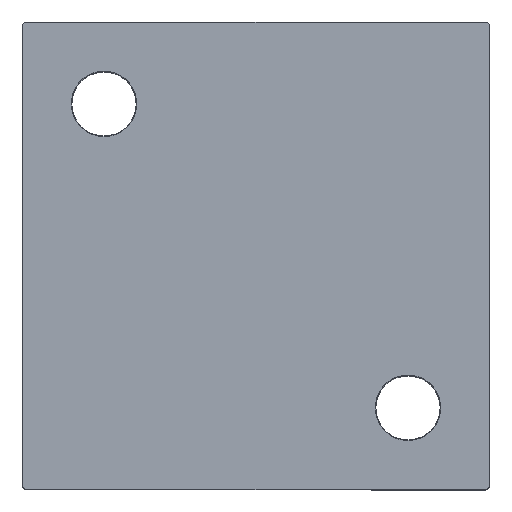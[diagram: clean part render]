
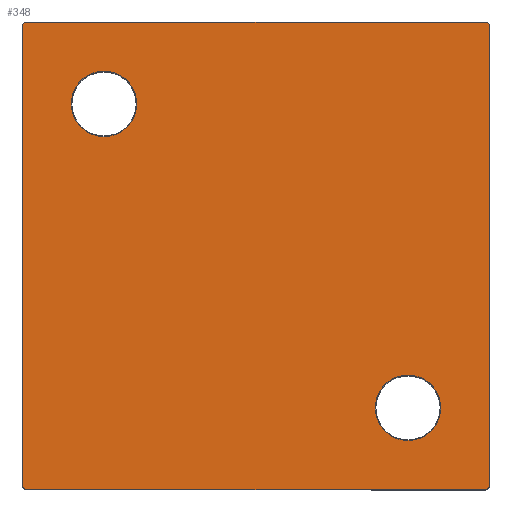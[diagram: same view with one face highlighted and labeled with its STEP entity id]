
A CAD part, top view. The second image highlights one B-rep face of the part: STEP entity #348.
In plain terms, the highlighted planar face has unit normal (0, 0, 1).
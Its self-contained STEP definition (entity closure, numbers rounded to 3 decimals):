
#4 = VERTEX_POINT ( 'NONE', #510 ) ;
#21 = VERTEX_POINT ( 'NONE', #667 ) ;
#198 = EDGE_CURVE ( 'NONE', #231, #220, #985, .T. ) ;
#220 = VERTEX_POINT ( 'NONE', #1075 ) ;
#231 = VERTEX_POINT ( 'NONE', #1032 ) ;
#245 = EDGE_CURVE ( 'NONE', #4, #21, #1026, .T. ) ;
#269 = VERTEX_POINT ( 'NONE', #1108 ) ;
#298 = EDGE_CURVE ( 'NONE', #368, #366, #1132, .T. ) ;
#299 = EDGE_CURVE ( 'NONE', #301, #376, #1152, .T. ) ;
#301 = VERTEX_POINT ( 'NONE', #1153 ) ;
#331 = EDGE_CURVE ( 'NONE', #333, #269, #1301, .T. ) ;
#333 = VERTEX_POINT ( 'NONE', #1296 ) ;
#348 = ADVANCED_FACE ( 'NONE', ( #1247, #1246, #1245 ), #1244, .F. ) ;
#349 = EDGE_LOOP ( 'NONE', ( #350, #362 ) ) ;
#350 = ORIENTED_EDGE ( 'NONE', *, *, #245, .T. ) ;
#357 = EDGE_CURVE ( 'NONE', #428, #333, #1189, .T. ) ;
#362 = ORIENTED_EDGE ( 'NONE', *, *, #363, .T. ) ;
#363 = EDGE_CURVE ( 'NONE', #21, #4, #1179, .T. ) ;
#364 = EDGE_LOOP ( 'NONE', ( #413, #414 ) ) ;
#366 = VERTEX_POINT ( 'NONE', #1146 ) ;
#368 = VERTEX_POINT ( 'NONE', #1145 ) ;
#376 = VERTEX_POINT ( 'NONE', #1177 ) ;
#413 = ORIENTED_EDGE ( 'NONE', *, *, #198, .T. ) ;
#414 = ORIENTED_EDGE ( 'NONE', *, *, #415, .T. ) ;
#415 = EDGE_CURVE ( 'NONE', #220, #231, #1341, .T. ) ;
#416 = EDGE_LOOP ( 'NONE', ( #417, #418, #419, #516, #508, #501, #479, #500 ) ) ;
#417 = ORIENTED_EDGE ( 'NONE', *, *, #451, .F. ) ;
#418 = ORIENTED_EDGE ( 'NONE', *, *, #299, .F. ) ;
#419 = ORIENTED_EDGE ( 'NONE', *, *, #558, .F. ) ;
#426 = EDGE_CURVE ( 'NONE', #427, #428, #1507, .T. ) ;
#427 = VERTEX_POINT ( 'NONE', #1503 ) ;
#428 = VERTEX_POINT ( 'NONE', #1502 ) ;
#435 = EDGE_CURVE ( 'NONE', #366, #427, #1419, .T. ) ;
#451 = EDGE_CURVE ( 'NONE', #376, #368, #1471, .T. ) ;
#479 = ORIENTED_EDGE ( 'NONE', *, *, #435, .F. ) ;
#500 = ORIENTED_EDGE ( 'NONE', *, *, #298, .F. ) ;
#501 = ORIENTED_EDGE ( 'NONE', *, *, #426, .F. ) ;
#508 = ORIENTED_EDGE ( 'NONE', *, *, #357, .F. ) ;
#510 = CARTESIAN_POINT ( 'NONE',  ( -10.2, 13., 10. ) ) ;
#516 = ORIENTED_EDGE ( 'NONE', *, *, #331, .F. ) ;
#558 = EDGE_CURVE ( 'NONE', #269, #301, #641, .T. ) ;
#637 = DIRECTION ( 'NONE',  ( -1., 0., 0. ) ) ;
#638 = DIRECTION ( 'NONE',  ( 0., 0., -1. ) ) ;
#639 = CARTESIAN_POINT ( 'NONE',  ( -19.6, 19.6, 10. ) ) ;
#640 = AXIS2_PLACEMENT_3D ( 'NONE', #639, #638, #637 ) ;
#641 = CIRCLE ( 'NONE', #640, 0.4 ) ;
#667 = CARTESIAN_POINT ( 'NONE',  ( -15.8, 13., 10. ) ) ;
#985 = CIRCLE ( 'NONE', #997, 2.8 ) ;
#994 = DIRECTION ( 'NONE',  ( -1., 0., 0. ) ) ;
#995 = DIRECTION ( 'NONE',  ( 0., 0., -1. ) ) ;
#996 = CARTESIAN_POINT ( 'NONE',  ( 13., -13., 10. ) ) ;
#997 = AXIS2_PLACEMENT_3D ( 'NONE', #996, #995, #994 ) ;
#1022 = DIRECTION ( 'NONE',  ( -1., 0., 0. ) ) ;
#1023 = DIRECTION ( 'NONE',  ( 0., 0., -1. ) ) ;
#1024 = CARTESIAN_POINT ( 'NONE',  ( -13., 13., 10. ) ) ;
#1025 = AXIS2_PLACEMENT_3D ( 'NONE', #1024, #1023, #1022 ) ;
#1026 = CIRCLE ( 'NONE', #1025, 2.8 ) ;
#1032 = CARTESIAN_POINT ( 'NONE',  ( 15.8, -13., 10. ) ) ;
#1075 = CARTESIAN_POINT ( 'NONE',  ( 10.2, -13., 10. ) ) ;
#1108 = CARTESIAN_POINT ( 'NONE',  ( -20., 19.6, 10. ) ) ;
#1110 = DIRECTION ( 'NONE',  ( 0., -1., 0. ) ) ;
#1111 = VECTOR ( 'NONE', #1110, 1000. ) ;
#1131 = CARTESIAN_POINT ( 'NONE',  ( 20., 19.6, 10. ) ) ;
#1132 = LINE ( 'NONE', #1131, #1111 ) ;
#1145 = CARTESIAN_POINT ( 'NONE',  ( 20., 19.6, 10. ) ) ;
#1146 = CARTESIAN_POINT ( 'NONE',  ( 20., -19.6, 10. ) ) ;
#1148 = DIRECTION ( 'NONE',  ( -1., 0., 0. ) ) ;
#1149 = DIRECTION ( 'NONE',  ( 0., 0., -1. ) ) ;
#1150 = CARTESIAN_POINT ( 'NONE',  ( -13., 13., 10. ) ) ;
#1151 = AXIS2_PLACEMENT_3D ( 'NONE', #1150, #1149, #1148 ) ;
#1152 = LINE ( 'NONE', #1158, #1157 ) ;
#1153 = CARTESIAN_POINT ( 'NONE',  ( -19.6, 20., 10. ) ) ;
#1156 = DIRECTION ( 'NONE',  ( 1., 0., 0. ) ) ;
#1157 = VECTOR ( 'NONE', #1156, 1000. ) ;
#1158 = CARTESIAN_POINT ( 'NONE',  ( -19.6, 20., 10. ) ) ;
#1177 = CARTESIAN_POINT ( 'NONE',  ( 19.6, 20., 10. ) ) ;
#1179 = CIRCLE ( 'NONE', #1151, 2.8 ) ;
#1185 = DIRECTION ( 'NONE',  ( 1., 0., 0. ) ) ;
#1186 = DIRECTION ( 'NONE',  ( 0., 0., -1. ) ) ;
#1187 = CARTESIAN_POINT ( 'NONE',  ( -19.6, -19.6, 10. ) ) ;
#1188 = AXIS2_PLACEMENT_3D ( 'NONE', #1187, #1186, #1185 ) ;
#1189 = CIRCLE ( 'NONE', #1188, 0.4 ) ;
#1240 = DIRECTION ( 'NONE',  ( -1., 0., 0. ) ) ;
#1241 = DIRECTION ( 'NONE',  ( 0., 0., -1. ) ) ;
#1242 = CARTESIAN_POINT ( 'NONE',  ( 19.6, 19.6, 10. ) ) ;
#1243 = AXIS2_PLACEMENT_3D ( 'NONE', #1242, #1241, #1240 ) ;
#1244 = PLANE ( 'NONE',  #1243 ) ;
#1245 = FACE_OUTER_BOUND ( 'NONE', #416, .T. ) ;
#1246 = FACE_BOUND ( 'NONE', #364, .T. ) ;
#1247 = FACE_BOUND ( 'NONE', #349, .T. ) ;
#1296 = CARTESIAN_POINT ( 'NONE',  ( -20., -19.6, 10. ) ) ;
#1298 = DIRECTION ( 'NONE',  ( 0., 1., 0. ) ) ;
#1299 = VECTOR ( 'NONE', #1298, 1000. ) ;
#1300 = CARTESIAN_POINT ( 'NONE',  ( -20., 19.6, 10. ) ) ;
#1301 = LINE ( 'NONE', #1300, #1299 ) ;
#1339 = CARTESIAN_POINT ( 'NONE',  ( 13., -13., 10. ) ) ;
#1340 = AXIS2_PLACEMENT_3D ( 'NONE', #1339, #1519, #1518 ) ;
#1341 = CIRCLE ( 'NONE', #1340, 2.8 ) ;
#1415 = DIRECTION ( 'NONE',  ( 1., 0., 0. ) ) ;
#1416 = DIRECTION ( 'NONE',  ( 0., 0., -1. ) ) ;
#1417 = CARTESIAN_POINT ( 'NONE',  ( 19.6, -19.6, 10. ) ) ;
#1418 = AXIS2_PLACEMENT_3D ( 'NONE', #1417, #1416, #1415 ) ;
#1419 = CIRCLE ( 'NONE', #1418, 0.4 ) ;
#1471 = CIRCLE ( 'NONE', #1529, 0.4 ) ;
#1502 = CARTESIAN_POINT ( 'NONE',  ( -19.6, -20., 10. ) ) ;
#1503 = CARTESIAN_POINT ( 'NONE',  ( 19.6, -20., 10. ) ) ;
#1504 = DIRECTION ( 'NONE',  ( -1., 0., 0. ) ) ;
#1505 = VECTOR ( 'NONE', #1504, 1000. ) ;
#1506 = CARTESIAN_POINT ( 'NONE',  ( -19.6, -20., 10. ) ) ;
#1507 = LINE ( 'NONE', #1506, #1505 ) ;
#1518 = DIRECTION ( 'NONE',  ( -1., 0., 0. ) ) ;
#1519 = DIRECTION ( 'NONE',  ( 0., 0., -1. ) ) ;
#1526 = DIRECTION ( 'NONE',  ( -1., 0., 0. ) ) ;
#1527 = DIRECTION ( 'NONE',  ( 0., 0., -1. ) ) ;
#1528 = CARTESIAN_POINT ( 'NONE',  ( 19.6, 19.6, 10. ) ) ;
#1529 = AXIS2_PLACEMENT_3D ( 'NONE', #1528, #1527, #1526 ) ;
